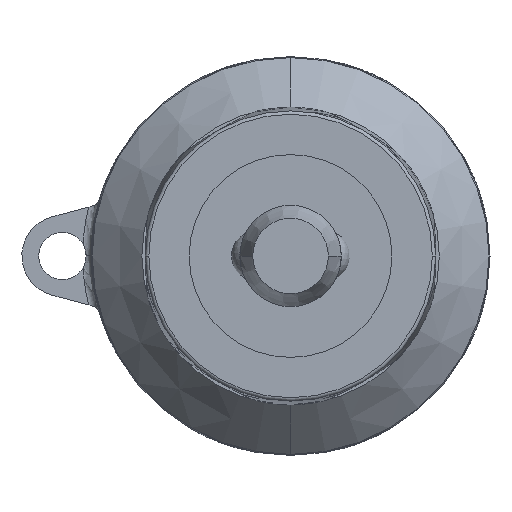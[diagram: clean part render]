
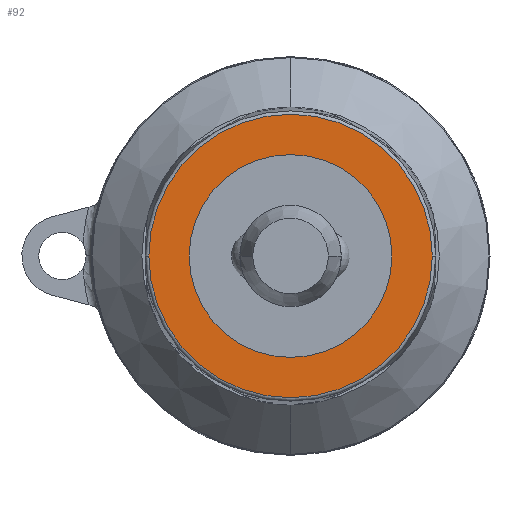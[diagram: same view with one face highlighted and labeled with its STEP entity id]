
A CAD part, left-side view. The second image highlights one B-rep face of the part: STEP entity #92.
In plain terms, the highlighted planar face has unit normal (-1, 0, 0).
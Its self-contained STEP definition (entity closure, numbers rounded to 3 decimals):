
#92=ADVANCED_FACE('',(#228,#229),#230,.T.);
#228=FACE_BOUND('',#395,.T.);
#229=FACE_OUTER_BOUND('',#396,.T.);
#230=PLANE('',#397);
#395=EDGE_LOOP('',(#848,#849));
#396=EDGE_LOOP('',(#850,#851,#852));
#397=AXIS2_PLACEMENT_3D('',#853,#854,#855);
#848=ORIENTED_EDGE('',*,*,#1066,.T.);
#849=ORIENTED_EDGE('',*,*,#1214,.T.);
#850=ORIENTED_EDGE('',*,*,#1101,.F.);
#851=ORIENTED_EDGE('',*,*,#1100,.F.);
#852=ORIENTED_EDGE('',*,*,#1213,.F.);
#853=CARTESIAN_POINT('',(0.5,0.,-7.288));
#854=DIRECTION('',(-1.0,0.0,0.0));
#855=DIRECTION('',(0.0,1.0,0.));
#1066=EDGE_CURVE('',#1264,#1268,#1270,.T.);
#1100=EDGE_CURVE('',#1334,#1337,#1338,.T.);
#1101=EDGE_CURVE('',#1337,#1339,#1340,.T.);
#1213=EDGE_CURVE('',#1339,#1334,#1516,.T.);
#1214=EDGE_CURVE('',#1268,#1264,#1517,.T.);
#1264=VERTEX_POINT('',#1627);
#1268=VERTEX_POINT('',#1632);
#1270=CIRCLE('',#1635,6.0);
#1334=VERTEX_POINT('',#1829);
#1337=VERTEX_POINT('',#1832);
#1338=CIRCLE('',#1833,8.387);
#1339=VERTEX_POINT('',#1834);
#1340=CIRCLE('',#1835,8.387);
#1516=CIRCLE('',#2694,8.387);
#1517=CIRCLE('',#2695,6.0);
#1627=CARTESIAN_POINT('',(0.5,0.,-6.0));
#1632=CARTESIAN_POINT('',(0.5,0.,6.0));
#1635=AXIS2_PLACEMENT_3D('',#2747,#2748,#2749);
#1829=CARTESIAN_POINT('',(0.5,-8.387,0.));
#1832=CARTESIAN_POINT('',(0.5,0.,-8.387));
#1833=AXIS2_PLACEMENT_3D('',#2823,#2824,#2825);
#1834=CARTESIAN_POINT('',(0.5,8.387,0.));
#1835=AXIS2_PLACEMENT_3D('',#2826,#2827,#2828);
#2694=AXIS2_PLACEMENT_3D('',#2994,#2995,#2996);
#2695=AXIS2_PLACEMENT_3D('',#2997,#2998,#2999);
#2747=CARTESIAN_POINT('',(0.5,0.0,0.0));
#2748=DIRECTION('',(1.0,0.0,0.0));
#2749=DIRECTION('',(0.0,0.,-1.0));
#2823=CARTESIAN_POINT('',(0.5,0.0,0.0));
#2824=DIRECTION('',(1.0,0.0,-0.0));
#2825=DIRECTION('',(0.0,0.,1.0));
#2826=CARTESIAN_POINT('',(0.5,0.0,0.0));
#2827=DIRECTION('',(1.0,0.0,-0.0));
#2828=DIRECTION('',(0.0,0.,1.0));
#2994=CARTESIAN_POINT('',(0.5,0.0,0.0));
#2995=DIRECTION('',(1.0,0.0,-0.0));
#2996=DIRECTION('',(0.0,0.,1.0));
#2997=CARTESIAN_POINT('',(0.5,0.0,0.0));
#2998=DIRECTION('',(1.0,0.0,0.0));
#2999=DIRECTION('',(0.0,0.,-1.0));
